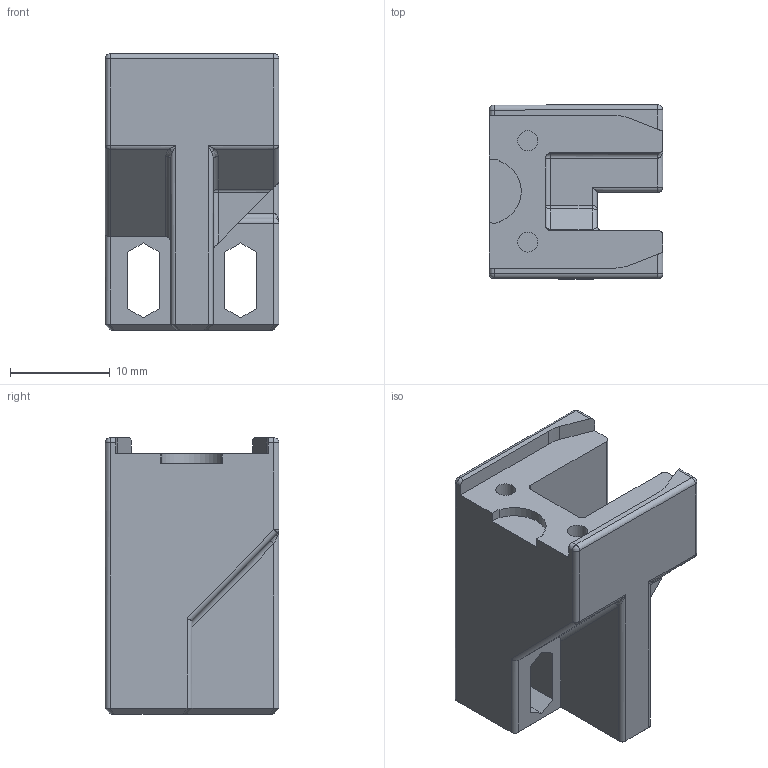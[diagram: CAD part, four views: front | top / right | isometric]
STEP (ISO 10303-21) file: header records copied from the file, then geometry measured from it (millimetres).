
FILE_DESCRIPTION(/* description */ (''),/* implementation_level */ '2;1');
FILE_NAME(/* name */ '工具头-Klicky挂载.stp',/* time_stamp */ '2024-09-09T01:08:19+08:00',/* author */ (''),/* organization */ (''),/* preprocessor_version */ 'ST-DEVELOPER v15.2',/* originating_system */ 'Autodesk Translator Framework v2.0.0.5431',/* authorisation */ '');
FILE_SCHEMA (('AUTOMOTIVE_DESIGN { 1 0 10303 214 3 1 1 }'));
Length unit declared in the file: centimetre
Products named in the file (1): 工具头-Klicky挂载
Bounding box: 17.4 x 17.4 x 27.7 mm (x, y, z)
Volume: 4615.8 mm3; surface area: 3001 mm2
Topology: 1 solids, 1 shells, 119 faces, 318 edges, 198 vertices
Faces by surface type: plane 51, cylinder 50, sphere 11, bspline 7
Full cylindrical faces by diameter (mm): 2 x2
Entity records: 4115 total; most frequent: CARTESIAN_POINT 1083, DIRECTION 656, ORIENTED_EDGE 622, EDGE_CURVE 311, AXIS2_PLACEMENT_3D 237, VERTEX_POINT 198, LINE 182, VECTOR 182
